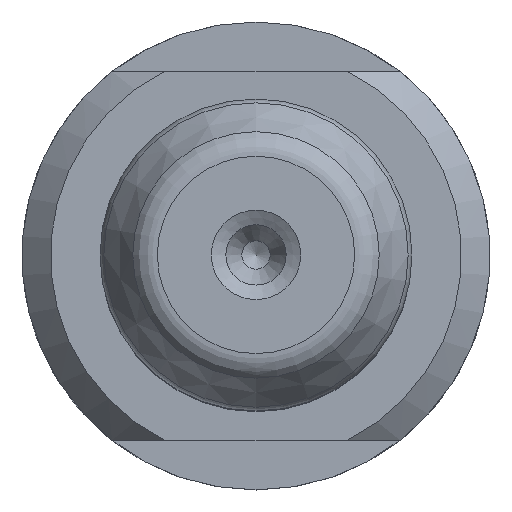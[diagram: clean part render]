
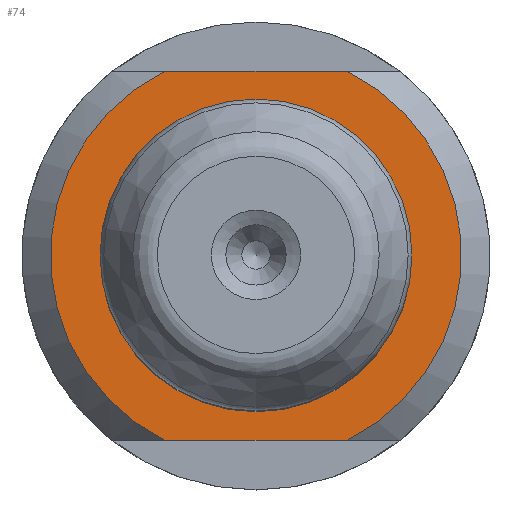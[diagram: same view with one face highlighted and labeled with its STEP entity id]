
A CAD part, top view. The second image highlights one B-rep face of the part: STEP entity #74.
In plain terms, the highlighted planar face has unit normal (0, 0, 1).
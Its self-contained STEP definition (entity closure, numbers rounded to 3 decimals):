
#38=PLANE('',#503);
#74=ADVANCED_FACE('',(#134,#135),#38,.T.);
#120=LINE('',#765,#128);
#121=LINE('',#766,#129);
#128=VECTOR('',#594,1.);
#129=VECTOR('',#595,1.);
#134=FACE_BOUND('',#196,.T.);
#135=FACE_BOUND('',#197,.T.);
#196=EDGE_LOOP('',(#273,#274,#275,#276));
#197=EDGE_LOOP('',(#277));
#273=ORIENTED_EDGE('',*,*,#405,.F.);
#274=ORIENTED_EDGE('',*,*,#402,.T.);
#275=ORIENTED_EDGE('',*,*,#406,.T.);
#276=ORIENTED_EDGE('',*,*,#400,.T.);
#277=ORIENTED_EDGE('',*,*,#407,.T.);
#357=VERTEX_POINT('',#745);
#358=VERTEX_POINT('',#747);
#359=VERTEX_POINT('',#754);
#360=VERTEX_POINT('',#755);
#361=VERTEX_POINT('',#768);
#400=EDGE_CURVE('',#358,#357,#441,.T.);
#402=EDGE_CURVE('',#359,#360,#442,.T.);
#405=EDGE_CURVE('',#359,#357,#120,.T.);
#406=EDGE_CURVE('',#360,#358,#121,.T.);
#407=EDGE_CURVE('',#361,#361,#443,.T.);
#441=CIRCLE('',#498,7.25);
#442=CIRCLE('',#500,7.25);
#443=CIRCLE('',#502,5.5);
#498=AXIS2_PLACEMENT_3D('',#746,#586,#587);
#500=AXIS2_PLACEMENT_3D('',#753,#590,#591);
#502=AXIS2_PLACEMENT_3D('',#767,#596,#597);
#503=AXIS2_PLACEMENT_3D('',#769,#598,#599);
#586=DIRECTION('',(0.,0.,1.));
#587=DIRECTION('',(0.,-1.,0.));
#590=DIRECTION('',(0.,0.,1.));
#591=DIRECTION('',(0.,-1.,0.));
#594=DIRECTION('',(1.,0.,0.));
#595=DIRECTION('',(1.,0.,0.));
#596=DIRECTION('',(0.,0.,-1.));
#597=DIRECTION('',(0.,-1.,0.));
#598=DIRECTION('',(0.,0.,1.));
#599=DIRECTION('',(0.,-1.,0.));
#745=CARTESIAN_POINT('',(3.211,6.5,5.));
#746=CARTESIAN_POINT('',(0.,0.,5.));
#747=CARTESIAN_POINT('',(3.211,-6.5,5.));
#753=CARTESIAN_POINT('',(0.,0.,5.));
#754=CARTESIAN_POINT('',(-3.211,6.5,5.));
#755=CARTESIAN_POINT('',(-3.211,-6.5,5.));
#765=CARTESIAN_POINT('',(-9.075,6.5,5.));
#766=CARTESIAN_POINT('',(-9.075,-6.5,5.));
#767=CARTESIAN_POINT('',(0.,0.,5.));
#768=CARTESIAN_POINT('',(0.,-5.5,5.));
#769=CARTESIAN_POINT('',(0.,3.5,5.));
